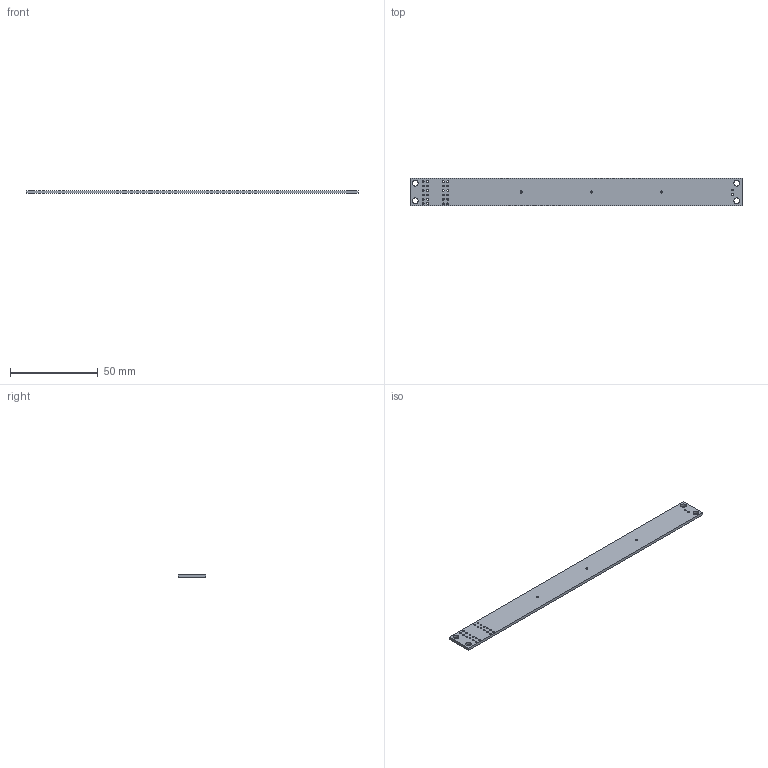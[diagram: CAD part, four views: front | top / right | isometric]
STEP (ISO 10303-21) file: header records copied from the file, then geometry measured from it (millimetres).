
FILE_DESCRIPTION(('FreeCAD Model'),'2;1');
FILE_NAME('PCB1001_LED32.step', '2017-03-12T11:48:43',('Author'),(''), 'Open CASCADE STEP processor 6.8','FreeCAD','Unknown');
FILE_SCHEMA(('AUTOMOTIVE_DESIGN_CC2 { 1 2 10303 214 -1 1 5 4 }'));
Length unit declared in the file: millimetre
Products named in the file (2): ASSEMBLY; Board_outline
Assembly tree (1 placements, depth 2):
  ASSEMBLY
    Board_outline
Bounding box: 188.88 x 15.47 x 1.6 mm (x, y, z)
Volume: 4582.7 mm3; surface area: 6599.6 mm2
Topology: 1 solids, 1 shells, 39 faces, 111 edges, 74 vertices
Faces by surface type: cylinder 33, plane 6
Full cylindrical faces by diameter (mm): 1.016 x26, 1.2 x3, 3.3 x4
Entity records: 3123 total; most frequent: CARTESIAN_POINT 844, DIRECTION 415, ORIENTED_EDGE 222, PCURVE 222, DEFINITIONAL_REPRESENTATION 222, LINE 201, VECTOR 201, EDGE_CURVE 111
